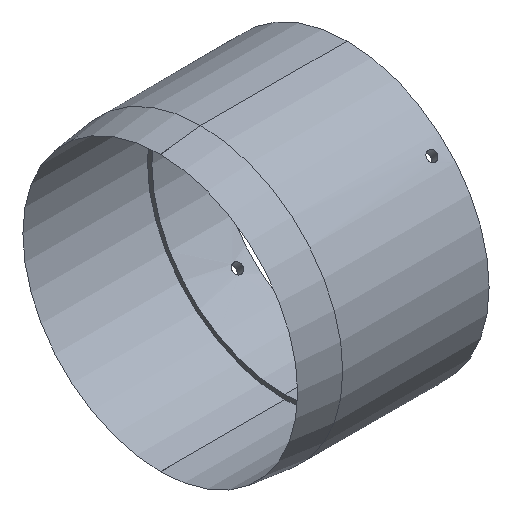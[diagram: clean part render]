
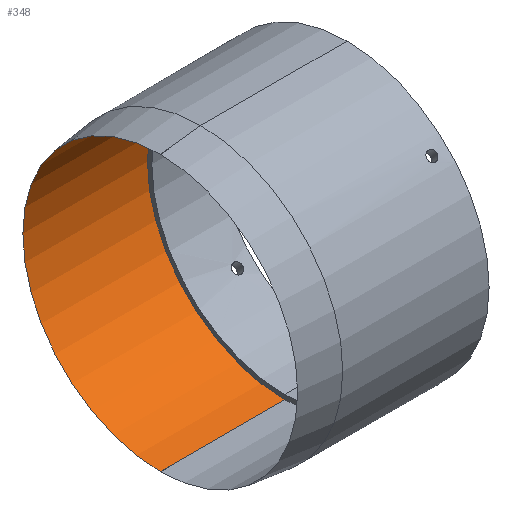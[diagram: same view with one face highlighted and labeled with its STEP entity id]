
A CAD part, isometric view. The second image highlights one B-rep face of the part: STEP entity #348.
In plain terms, the highlighted cylindrical face has radius 44.125 mm (diameter 88.25 mm), a partial arc.
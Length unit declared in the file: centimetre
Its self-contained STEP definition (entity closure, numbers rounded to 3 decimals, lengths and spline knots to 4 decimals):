
#26 = CARTESIAN_POINT ( 'NONE',  ( 4., 0., -4.4125 ) ) ;
#36 = CIRCLE ( 'NONE', #159, 4.4125 ) ;
#95 = ORIENTED_EDGE ( 'NONE', *, *, #605, .F. ) ;
#159 = AXIS2_PLACEMENT_3D ( 'NONE', #458, #690, #537 ) ;
#169 = CARTESIAN_POINT ( 'NONE',  ( 4., 0., 4.4125 ) ) ;
#200 = CYLINDRICAL_SURFACE ( 'NONE', #741, 4.4125 ) ;
#224 = VECTOR ( 'NONE', #478, 100. ) ;
#262 = DIRECTION ( 'NONE',  ( -1., 0., 0. ) ) ;
#268 = VECTOR ( 'NONE', #262, 100. ) ;
#312 = ORIENTED_EDGE ( 'NONE', *, *, #495, .T. ) ;
#317 = CARTESIAN_POINT ( 'NONE',  ( 4., 0., 0. ) ) ;
#348 = ADVANCED_FACE ( 'NONE', ( #491 ), #200, .F. ) ;
#379 = CARTESIAN_POINT ( 'NONE',  ( 0., 0., -4.4125 ) ) ;
#396 = CIRCLE ( 'NONE', #819, 4.4125 ) ;
#422 = DIRECTION ( 'NONE',  ( -1., 0., 0. ) ) ;
#458 = CARTESIAN_POINT ( 'NONE',  ( 0., 0., 0. ) ) ;
#465 = VERTEX_POINT ( 'NONE', #169 ) ;
#478 = DIRECTION ( 'NONE',  ( -1., 0., 0. ) ) ;
#483 = CARTESIAN_POINT ( 'NONE',  ( 0., 0., -4.4125 ) ) ;
#491 = FACE_OUTER_BOUND ( 'NONE', #893, .T. ) ;
#494 = ORIENTED_EDGE ( 'NONE', *, *, #806, .F. ) ;
#495 = EDGE_CURVE ( 'NONE', #531, #568, #36, .T. ) ;
#497 = CARTESIAN_POINT ( 'NONE',  ( 0., 0., 0. ) ) ;
#529 = DIRECTION ( 'NONE',  ( -1., 0., 0. ) ) ;
#531 = VERTEX_POINT ( 'NONE', #692 ) ;
#537 = DIRECTION ( 'NONE',  ( 0., 0., 1. ) ) ;
#551 = LINE ( 'NONE', #483, #224 ) ;
#568 = VERTEX_POINT ( 'NONE', #379 ) ;
#605 = EDGE_CURVE ( 'NONE', #812, #568, #551, .T. ) ;
#628 = CARTESIAN_POINT ( 'NONE',  ( 0., 0., 4.4125 ) ) ;
#680 = DIRECTION ( 'NONE',  ( 0., 0., 1. ) ) ;
#690 = DIRECTION ( 'NONE',  ( -1., 0., 0. ) ) ;
#692 = CARTESIAN_POINT ( 'NONE',  ( 0., 0., 4.4125 ) ) ;
#694 = EDGE_CURVE ( 'NONE', #465, #531, #767, .T. ) ;
#741 = AXIS2_PLACEMENT_3D ( 'NONE', #497, #422, #789 ) ;
#767 = LINE ( 'NONE', #628, #268 ) ;
#789 = DIRECTION ( 'NONE',  ( 0., 0., 1. ) ) ;
#806 = EDGE_CURVE ( 'NONE', #465, #812, #396, .T. ) ;
#812 = VERTEX_POINT ( 'NONE', #26 ) ;
#819 = AXIS2_PLACEMENT_3D ( 'NONE', #317, #529, #680 ) ;
#869 = ORIENTED_EDGE ( 'NONE', *, *, #694, .T. ) ;
#893 = EDGE_LOOP ( 'NONE', ( #95, #494, #869, #312 ) ) ;
